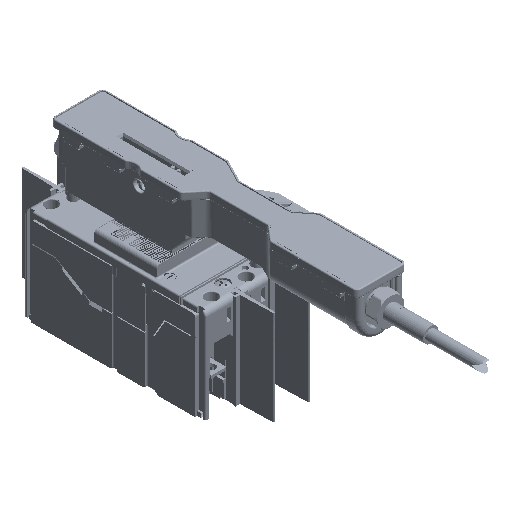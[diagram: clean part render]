
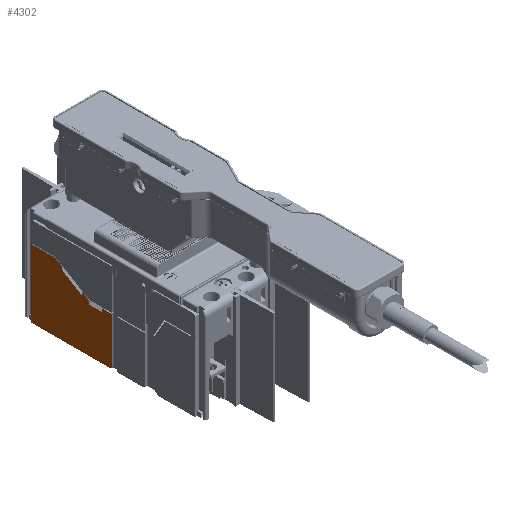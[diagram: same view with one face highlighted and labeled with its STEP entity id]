
A CAD part, isometric view. The second image highlights one B-rep face of the part: STEP entity #4302.
In plain terms, the highlighted planar face has unit normal (1, 0, 0).
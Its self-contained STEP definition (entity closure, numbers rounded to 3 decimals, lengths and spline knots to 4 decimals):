
#4163=CARTESIAN_POINT('',(-1.5,2.385,1.6927));
#4164=CARTESIAN_POINT('',(-1.5,2.3923,1.6974));
#4165=CARTESIAN_POINT('',(-1.5,2.4048,1.7094));
#4166=CARTESIAN_POINT('',(-1.5,2.4172,1.7332));
#4167=CARTESIAN_POINT('',(-1.5,2.4207,1.7565));
#4168=CARTESIAN_POINT('',(-1.5,2.4213,1.7698));
#4170=DIRECTION('',(0.,0.,1.));
#4171=VECTOR('',#4170,0.0351);
#4172=CARTESIAN_POINT('',(-1.5,2.4213,1.7698));
#4173=LINE('',#4172,#4171);
#4174=DIRECTION('',(0.,0.861,0.509));
#4175=VECTOR('',#4174,0.2287);
#4176=CARTESIAN_POINT('',(-1.5,2.4213,1.8049));
#4177=LINE('',#4176,#4175);
#4178=DIRECTION('',(0.,1.,0.));
#4179=VECTOR('',#4178,0.689);
#4180=CARTESIAN_POINT('',(-1.5,2.6181,1.9213));
#4181=LINE('',#4180,#4179);
#4182=DIRECTION('',(0.,0.,-1.));
#4183=VECTOR('',#4182,1.9213);
#4184=CARTESIAN_POINT('',(-1.5,3.3071,1.9213));
#4185=LINE('',#4184,#4183);
#4186=DIRECTION('',(0.,-1.,0.));
#4187=VECTOR('',#4186,2.252);
#4188=CARTESIAN_POINT('',(-1.5,3.3071,0.));
#4189=LINE('',#4188,#4187);
#4190=CARTESIAN_POINT('',(-1.5,1.0551,0.));
#4191=CARTESIAN_POINT('',(-1.5,1.0508,0.));
#4192=CARTESIAN_POINT('',(-1.5,1.0428,0.0016));
#4193=CARTESIAN_POINT('',(-1.5,1.0321,0.0088));
#4194=CARTESIAN_POINT('',(-1.5,1.0251,0.0195));
#4195=CARTESIAN_POINT('',(-1.5,1.0236,0.0273));
#4196=CARTESIAN_POINT('',(-1.5,1.0236,0.0315));
#4198=DIRECTION('',(0.,0.,1.));
#4199=VECTOR('',#4198,1.3189);
#4200=CARTESIAN_POINT('',(-1.5,1.0236,0.0315));
#4201=LINE('',#4200,#4199);
#4202=DIRECTION('',(0.,1.,0.));
#4203=VECTOR('',#4202,0.2756);
#4204=CARTESIAN_POINT('',(-1.5,1.0236,1.3504));
#4205=LINE('',#4204,#4203);
#4206=DIRECTION('',(0.,0.,-1.));
#4207=VECTOR('',#4206,0.0906);
#4208=CARTESIAN_POINT('',(-1.5,1.2992,1.3504));
#4209=LINE('',#4208,#4207);
#4210=DIRECTION('',(0.,1.,0.));
#4211=VECTOR('',#4210,0.3546);
#4212=CARTESIAN_POINT('',(-1.5,1.2992,1.2598));
#4213=LINE('',#4212,#4211);
#4214=DIRECTION('',(0.,0.,1.));
#4215=VECTOR('',#4214,0.0906);
#4216=CARTESIAN_POINT('',(-1.5,1.6539,1.2598));
#4217=LINE('',#4216,#4215);
#4218=DIRECTION('',(0.,1.,0.));
#4219=VECTOR('',#4218,0.0072);
#4220=CARTESIAN_POINT('',(-1.5,1.6539,1.3504));
#4221=LINE('',#4220,#4219);
#4222=DIRECTION('',(0.,0.861,0.509));
#4223=VECTOR('',#4222,0.2429);
#4224=CARTESIAN_POINT('',(-1.5,1.6611,1.3504));
#4225=LINE('',#4224,#4223);
#4226=DIRECTION('',(0.,0.,-1.));
#4227=VECTOR('',#4226,0.0862);
#4228=CARTESIAN_POINT('',(-1.5,1.8701,1.4741));
#4229=LINE('',#4228,#4227);
#4230=DIRECTION('',(0.,0.861,0.509));
#4231=VECTOR('',#4230,0.5984);
#4232=CARTESIAN_POINT('',(-1.5,1.8701,1.3878));
#4233=LINE('',#4232,#4231);
#4234=VERTEX_POINT('',#4163);
#4235=VERTEX_POINT('',#4168);
#4236=CARTESIAN_POINT('',(-1.5,2.4213,1.8049));
#4237=VERTEX_POINT('',#4236);
#4238=CARTESIAN_POINT('',(-1.5,2.6181,1.9213));
#4239=VERTEX_POINT('',#4238);
#4240=CARTESIAN_POINT('',(-1.5,3.3071,1.9213));
#4241=VERTEX_POINT('',#4240);
#4242=CARTESIAN_POINT('',(-1.5,3.3071,0.));
#4243=VERTEX_POINT('',#4242);
#4244=CARTESIAN_POINT('',(-1.5,1.0551,0.));
#4245=VERTEX_POINT('',#4244);
#4246=VERTEX_POINT('',#4196);
#4247=CARTESIAN_POINT('',(-1.5,1.0236,1.3504));
#4248=VERTEX_POINT('',#4247);
#4249=CARTESIAN_POINT('',(-1.5,1.2992,1.3504));
#4250=VERTEX_POINT('',#4249);
#4251=CARTESIAN_POINT('',(-1.5,1.2992,1.2598));
#4252=VERTEX_POINT('',#4251);
#4253=CARTESIAN_POINT('',(-1.5,1.6539,1.2598));
#4254=VERTEX_POINT('',#4253);
#4255=CARTESIAN_POINT('',(-1.5,1.6539,1.3504));
#4256=VERTEX_POINT('',#4255);
#4257=CARTESIAN_POINT('',(-1.5,1.6611,1.3504));
#4258=VERTEX_POINT('',#4257);
#4259=CARTESIAN_POINT('',(-1.5,1.8701,1.4741));
#4260=VERTEX_POINT('',#4259);
#4261=CARTESIAN_POINT('',(-1.5,1.8701,1.3878));
#4262=VERTEX_POINT('',#4261);
#4263=CARTESIAN_POINT('',(-1.5,2.1654,0.9606));
#4264=DIRECTION('',(1.,0.,0.));
#4265=DIRECTION('',(0.,0.,1.));
#4266=AXIS2_PLACEMENT_3D('',#4263,#4264,#4265);
#4267=PLANE('',#4266);
#4269=ORIENTED_EDGE('',*,*,#4268,.T.);
#4271=ORIENTED_EDGE('',*,*,#4270,.T.);
#4273=ORIENTED_EDGE('',*,*,#4272,.T.);
#4275=ORIENTED_EDGE('',*,*,#4274,.T.);
#4277=ORIENTED_EDGE('',*,*,#4276,.T.);
#4279=ORIENTED_EDGE('',*,*,#4278,.T.);
#4281=ORIENTED_EDGE('',*,*,#4280,.T.);
#4283=ORIENTED_EDGE('',*,*,#4282,.T.);
#4285=ORIENTED_EDGE('',*,*,#4284,.T.);
#4287=ORIENTED_EDGE('',*,*,#4286,.T.);
#4289=ORIENTED_EDGE('',*,*,#4288,.T.);
#4291=ORIENTED_EDGE('',*,*,#4290,.T.);
#4293=ORIENTED_EDGE('',*,*,#4292,.T.);
#4295=ORIENTED_EDGE('',*,*,#4294,.T.);
#4297=ORIENTED_EDGE('',*,*,#4296,.T.);
#4299=ORIENTED_EDGE('',*,*,#4298,.T.);
#4300=EDGE_LOOP('',(#4269,#4271,#4273,#4275,#4277,#4279,#4281,#4283,#4285,#4287,
#4289,#4291,#4293,#4295,#4297,#4299));
#4301=FACE_OUTER_BOUND('',#4300,.F.);
#4302=ADVANCED_FACE('',(#4301),#4267,.T.);
#4169=B_SPLINE_CURVE_WITH_KNOTS('',3,(#4163,#4164,#4165,#4166,#4167,#4168),
.UNSPECIFIED.,.F.,.F.,(4,1,1,4),(0.,0.3333,0.6667,1.),
.UNSPECIFIED.);
#4197=B_SPLINE_CURVE_WITH_KNOTS('',3,(#4190,#4191,#4192,#4193,#4194,#4195,
#4196),.UNSPECIFIED.,.F.,.F.,(4,1,1,1,4),(0.,0.25,0.5,0.75,1.),
.UNSPECIFIED.);
#4268=EDGE_CURVE('',#4234,#4235,#4169,.T.);
#4270=EDGE_CURVE('',#4235,#4237,#4173,.T.);
#4272=EDGE_CURVE('',#4237,#4239,#4177,.T.);
#4274=EDGE_CURVE('',#4239,#4241,#4181,.T.);
#4276=EDGE_CURVE('',#4241,#4243,#4185,.T.);
#4278=EDGE_CURVE('',#4243,#4245,#4189,.T.);
#4280=EDGE_CURVE('',#4245,#4246,#4197,.T.);
#4282=EDGE_CURVE('',#4246,#4248,#4201,.T.);
#4284=EDGE_CURVE('',#4248,#4250,#4205,.T.);
#4286=EDGE_CURVE('',#4250,#4252,#4209,.T.);
#4288=EDGE_CURVE('',#4252,#4254,#4213,.T.);
#4290=EDGE_CURVE('',#4254,#4256,#4217,.T.);
#4292=EDGE_CURVE('',#4256,#4258,#4221,.T.);
#4294=EDGE_CURVE('',#4258,#4260,#4225,.T.);
#4296=EDGE_CURVE('',#4260,#4262,#4229,.T.);
#4298=EDGE_CURVE('',#4262,#4234,#4233,.T.);
